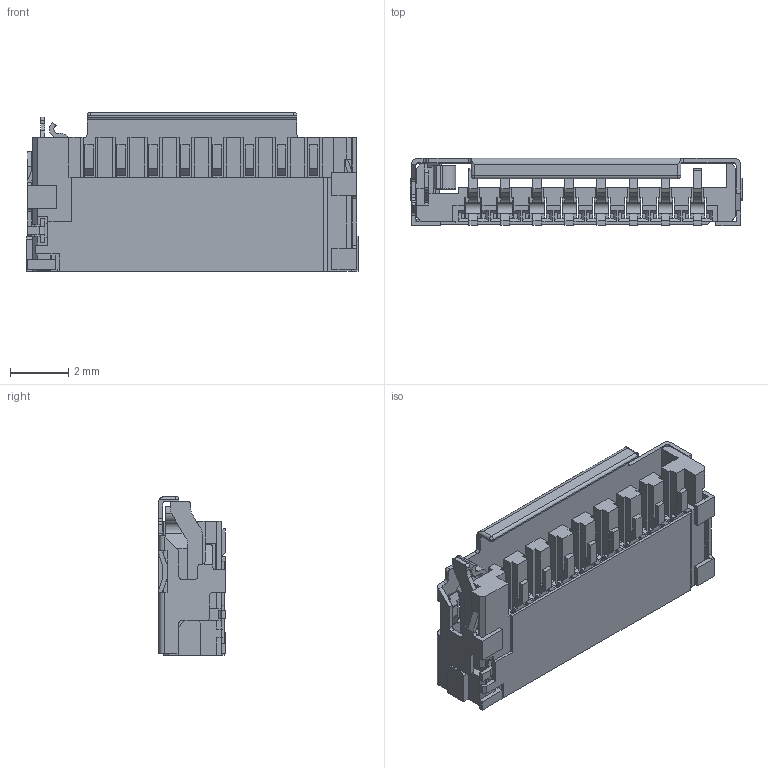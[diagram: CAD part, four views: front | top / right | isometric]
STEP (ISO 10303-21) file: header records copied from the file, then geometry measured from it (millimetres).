
FILE_DESCRIPTION (( 'STEP AP214' ), '1' );
FILE_NAME ('47571-0001.STEP', '2024-02-10T13:57:08', ( '' ), ( '' ), 'SwSTEP 2.0', 'SolidWorks 2021', '' );
FILE_SCHEMA (( 'AUTOMOTIVE_DESIGN' ));
Length unit declared in the file: millimetre
Products named in the file (1): 47571-0001
Bounding box: 11.4 x 2.3 x 5.45 mm (x, y, z)
Volume: 52.1 mm3; surface area: 443 mm2
Topology: 1 solids, 1 shells, 677 faces, 2061 edges, 1340 vertices
Faces by surface type: plane 571, cylinder 104, sphere 2
Entity records: 28641 total; most frequent: CARTESIAN_POINT 4131, ORIENTED_EDGE 4118, DIRECTION 3613, EDGE_CURVE 2059, VECTOR 1845, LINE 1845, VERTEX_POINT 1340, AXIS2_PLACEMENT_3D 884
